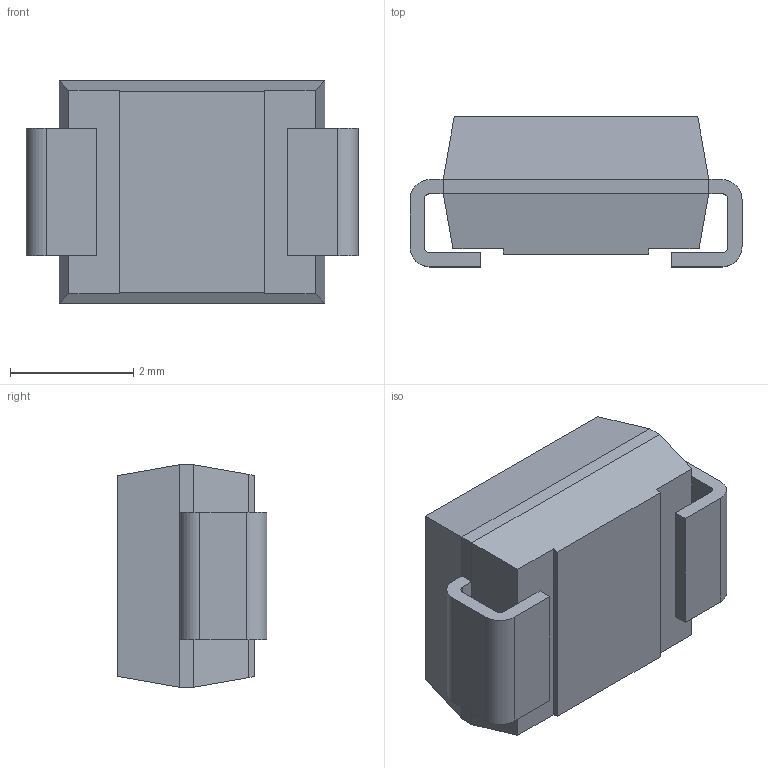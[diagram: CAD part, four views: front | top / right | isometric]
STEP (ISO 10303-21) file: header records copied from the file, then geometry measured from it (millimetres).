
FILE_DESCRIPTION (( 'STEP AP214' ), '1' );
FILE_NAME ('TPSMB650CA-A.STEP', '2019-03-28T00:45:21', ( '' ), ( '' ), 'SwSTEP 2.0', 'SolidWorks 2017', '' );
FILE_SCHEMA (( 'AUTOMOTIVE_DESIGN' ));
Length unit declared in the file: inch
Products named in the file (1): TPSMB650CA-A
Bounding box: 5.4 x 2.44 x 3.62 mm (x, y, z)
Volume: 34 mm3; surface area: 84.8 mm2
Topology: 3 solids, 3 shells, 46 faces, 112 edges, 72 vertices
Faces by surface type: plane 38, cylinder 8
Entity records: 1572 total; most frequent: CARTESIAN_POINT 231, ORIENTED_EDGE 224, DIRECTION 222, EDGE_CURVE 112, LINE 96, VECTOR 96, VERTEX_POINT 72, AXIS2_PLACEMENT_3D 63
